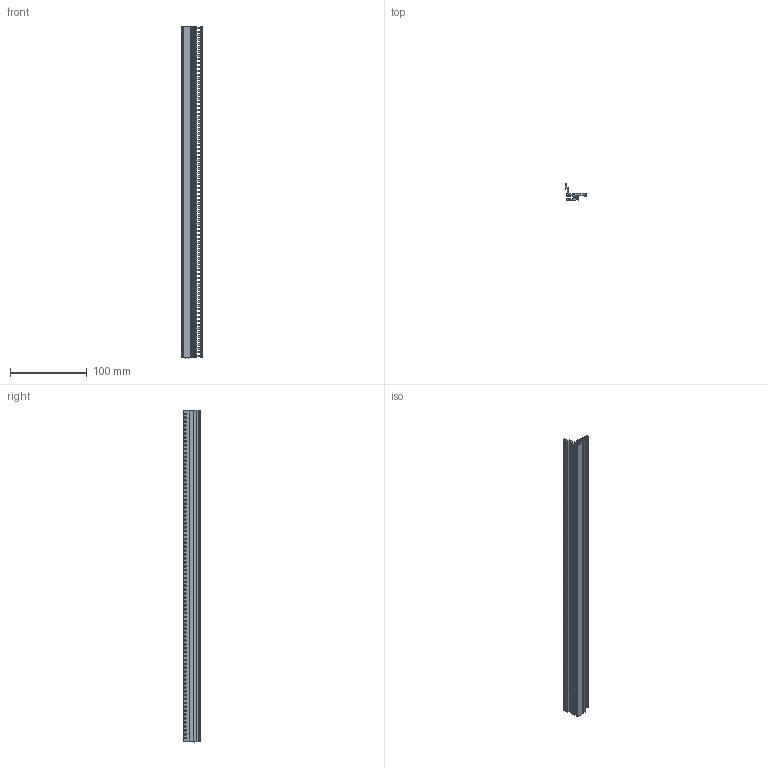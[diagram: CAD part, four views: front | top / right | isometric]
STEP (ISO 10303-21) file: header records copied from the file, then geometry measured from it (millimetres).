
FILE_DESCRIPTION(/* description */ (''),/* implementation_level */ '2;1');
FILE_NAME(/* name */ '86584510_PR_M_00084_12.stp',/* time_stamp */ '2014-03-25T09:35:51+01:00',/* author */ ('nowak'),/* organization */ ('Fa. Bopla'),/* preprocessor_version */ 'ST-DEVELOPER v15.2',/* originating_system */ 'Autodesk Inventor 2014',/* authorisation */ '');
FILE_SCHEMA (('AUTOMOTIVE_DESIGN { 1 0 10303 214 3 1 1 }'));
Length unit declared in the file: millimetre
Products named in the file (1): PR_M_00084_12_3DSYM
Bounding box: 27.5 x 22.6 x 431.8 mm (x, y, z)
Volume: 53311 mm3; surface area: 64706.7 mm2
Topology: 1 solids, 1 shells, 542 faces, 1784 edges, 1244 vertices
Faces by surface type: plane 412, cylinder 124, cone 6
Full cylindrical faces by diameter (mm): 2.3 x84
Entity records: 20449 total; most frequent: CARTESIAN_POINT 3591, ORIENTED_EDGE 3568, DIRECTION 3290, EDGE_CURVE 1784, LINE 1356, VECTOR 1356, VERTEX_POINT 1244, AXIS2_PLACEMENT_3D 967
